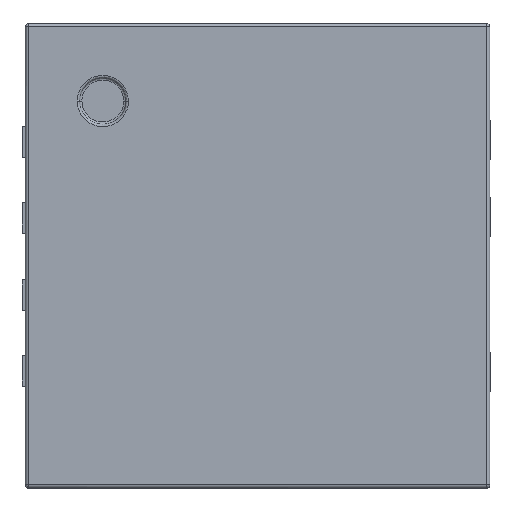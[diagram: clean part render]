
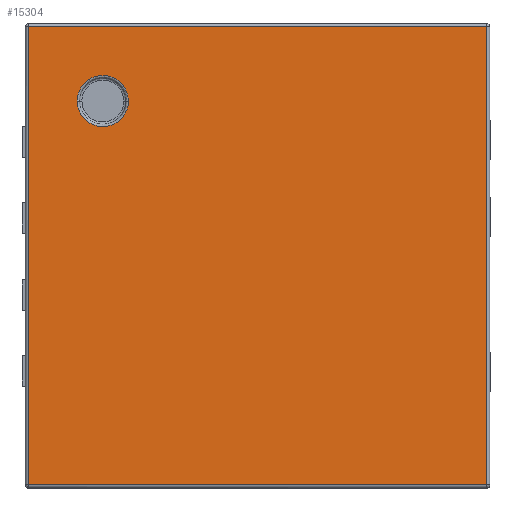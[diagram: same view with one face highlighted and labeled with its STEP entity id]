
A CAD part, top view. The second image highlights one B-rep face of the part: STEP entity #15304.
In plain terms, the highlighted planar face has unit normal (0, 0, 1).
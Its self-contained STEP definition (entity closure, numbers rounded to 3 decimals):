
#948 = CARTESIAN_POINT ( 'NONE',  ( 0., 1.48, 0.75 ) ) ;
#1020 = CARTESIAN_POINT ( 'NONE',  ( -0.835, 1.046, 0.75 ) ) ;
#1053 = VECTOR ( 'NONE', #27713, 1000. ) ;
#1107 = CARTESIAN_POINT ( 'NONE',  ( 1.48, 1.48, 0.75 ) ) ;
#1201 = ORIENTED_EDGE ( 'NONE', *, *, #5383, .T. ) ;
#2753 = EDGE_CURVE ( 'NONE', #9630, #20383, #16690, .T. ) ;
#2978 = LINE ( 'NONE', #948, #11049 ) ;
#3341 = CARTESIAN_POINT ( 'NONE',  ( -0.835, 1., 0.75 ) ) ;
#3623 = CARTESIAN_POINT ( 'NONE',  ( -1.165, 1., 0.75 ) ) ;
#3915 = VECTOR ( 'NONE', #14553, 1000. ) ;
#3918 = CARTESIAN_POINT ( 'NONE',  ( 0., 0., 0.75 ) ) ;
#3977 = CARTESIAN_POINT ( 'NONE',  ( 1.48, 0., 0.75 ) ) ;
#4568 = CARTESIAN_POINT ( 'NONE',  ( -0.835, 1., 0.75 ) ) ;
#4888 = CARTESIAN_POINT ( 'NONE',  ( -0.955, 0.835, 0.75 ) ) ;
#4992 = AXIS2_PLACEMENT_3D ( 'NONE', #3918, #17556, #19746 ) ;
#5383 = EDGE_CURVE ( 'NONE', #9111, #10828, #23678, .T. ) ;
#6745 = EDGE_CURVE ( 'NONE', #7723, #14723, #14711, .T. ) ;
#7723 = VERTEX_POINT ( 'NONE', #4568 ) ;
#7790 = CARTESIAN_POINT ( 'NONE',  ( -1.165, 1.045, 0.75 ) ) ;
#9111 = VERTEX_POINT ( 'NONE', #17615 ) ;
#9171 = CARTESIAN_POINT ( 'NONE',  ( -0.835, 0.955, 0.75 ) ) ;
#9252 = ORIENTED_EDGE ( 'NONE', *, *, #6745, .T. ) ;
#9630 = VERTEX_POINT ( 'NONE', #14802 ) ;
#10051 = CARTESIAN_POINT ( 'NONE',  ( -1.085, 1.149, 0.75 ) ) ;
#10180 = CARTESIAN_POINT ( 'NONE',  ( -0.916, 1.148, 0.75 ) ) ;
#10357 = LINE ( 'NONE', #21051, #3915 ) ;
#10828 = VERTEX_POINT ( 'NONE', #1107 ) ;
#11049 = VECTOR ( 'NONE', #16180, 1000. ) ;
#11307 = CARTESIAN_POINT ( 'NONE',  ( -1.165, 1., 0.75 ) ) ;
#11537 = B_SPLINE_CURVE_WITH_KNOTS ( 'NONE', 3,
 ( #3623, #7790, #14233, #10051, #23457, #16531, #10180, #19115, #1020, #3341 ),
 .UNSPECIFIED., .F., .F.,
 ( 4, 2, 2, 2, 4 ),
 ( 0., 0.25, 0.5, 0.75, 1. ),
 .UNSPECIFIED. ) ;
#11878 = VECTOR ( 'NONE', #17319, 1000. ) ;
#12479 = CARTESIAN_POINT ( 'NONE',  ( -1.48, 0., 0.75 ) ) ;
#14233 = CARTESIAN_POINT ( 'NONE',  ( -1.148, 1.085, 0.75 ) ) ;
#14535 = ORIENTED_EDGE ( 'NONE', *, *, #2753, .T. ) ;
#14553 = DIRECTION ( 'NONE',  ( 1., 0., 0. ) ) ;
#14711 = B_SPLINE_CURVE_WITH_KNOTS ( 'NONE', 3,
 ( #15783, #9171, #20266, #22284, #4888, #17806, #22561, #15638, #20407, #11307 ),
 .UNSPECIFIED., .F., .F.,
 ( 4, 2, 2, 2, 4 ),
 ( 0., 0.25, 0.5, 0.75, 1. ),
 .UNSPECIFIED. ) ;
#14723 = VERTEX_POINT ( 'NONE', #28356 ) ;
#14802 = CARTESIAN_POINT ( 'NONE',  ( -1.48, 1.48, 0.75 ) ) ;
#15304 = ADVANCED_FACE ( 'NONE', ( #24211, #21611 ), #25821, .T. ) ;
#15638 = CARTESIAN_POINT ( 'NONE',  ( -1.149, 0.915, 0.75 ) ) ;
#15783 = CARTESIAN_POINT ( 'NONE',  ( -0.835, 1., 0.75 ) ) ;
#15848 = EDGE_CURVE ( 'NONE', #20383, #9111, #10357, .T. ) ;
#16035 = EDGE_CURVE ( 'NONE', #14723, #7723, #11537, .T. ) ;
#16180 = DIRECTION ( 'NONE',  ( -1., 0., 0. ) ) ;
#16531 = CARTESIAN_POINT ( 'NONE',  ( -0.955, 1.165, 0.75 ) ) ;
#16690 = LINE ( 'NONE', #12479, #1053 ) ;
#17319 = DIRECTION ( 'NONE',  ( 0., 1., 0. ) ) ;
#17556 = DIRECTION ( 'NONE',  ( 0., 0., 1. ) ) ;
#17615 = CARTESIAN_POINT ( 'NONE',  ( 1.48, -1.48, 0.75 ) ) ;
#17806 = CARTESIAN_POINT ( 'NONE',  ( -1.045, 0.835, 0.75 ) ) ;
#18384 = EDGE_LOOP ( 'NONE', ( #14535, #25790, #1201, #19793 ) ) ;
#18529 = ORIENTED_EDGE ( 'NONE', *, *, #16035, .T. ) ;
#19115 = CARTESIAN_POINT ( 'NONE',  ( -0.851, 1.085, 0.75 ) ) ;
#19746 = DIRECTION ( 'NONE',  ( 1., 0., 0. ) ) ;
#19793 = ORIENTED_EDGE ( 'NONE', *, *, #27586, .T. ) ;
#20266 = CARTESIAN_POINT ( 'NONE',  ( -0.852, 0.915, 0.75 ) ) ;
#20383 = VERTEX_POINT ( 'NONE', #24712 ) ;
#20407 = CARTESIAN_POINT ( 'NONE',  ( -1.165, 0.954, 0.75 ) ) ;
#21051 = CARTESIAN_POINT ( 'NONE',  ( 0., -1.48, 0.75 ) ) ;
#21611 = FACE_OUTER_BOUND ( 'NONE', #18384, .T. ) ;
#22284 = CARTESIAN_POINT ( 'NONE',  ( -0.915, 0.851, 0.75 ) ) ;
#22561 = CARTESIAN_POINT ( 'NONE',  ( -1.084, 0.852, 0.75 ) ) ;
#23457 = CARTESIAN_POINT ( 'NONE',  ( -1.045, 1.165, 0.75 ) ) ;
#23678 = LINE ( 'NONE', #3977, #11878 ) ;
#24211 = FACE_BOUND ( 'NONE', #27110, .T. ) ;
#24712 = CARTESIAN_POINT ( 'NONE',  ( -1.48, -1.48, 0.75 ) ) ;
#25790 = ORIENTED_EDGE ( 'NONE', *, *, #15848, .T. ) ;
#25821 = PLANE ( 'NONE',  #4992 ) ;
#27110 = EDGE_LOOP ( 'NONE', ( #9252, #18529 ) ) ;
#27586 = EDGE_CURVE ( 'NONE', #10828, #9630, #2978, .T. ) ;
#27713 = DIRECTION ( 'NONE',  ( 0., -1., 0. ) ) ;
#28356 = CARTESIAN_POINT ( 'NONE',  ( -1.165, 1., 0.75 ) ) ;
